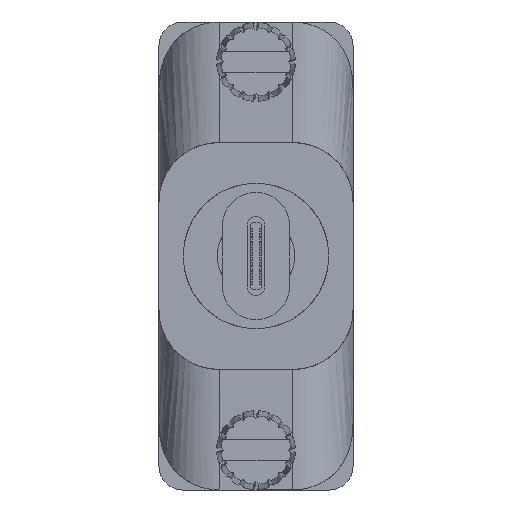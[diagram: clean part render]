
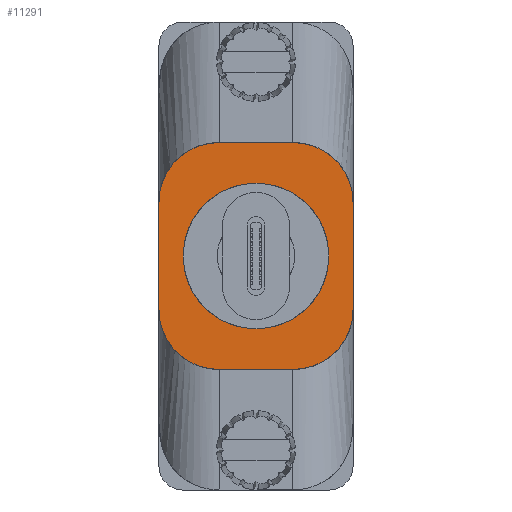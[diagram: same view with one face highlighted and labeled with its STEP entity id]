
A CAD part, left-side view. The second image highlights one B-rep face of the part: STEP entity #11291.
In plain terms, the highlighted face is planar.
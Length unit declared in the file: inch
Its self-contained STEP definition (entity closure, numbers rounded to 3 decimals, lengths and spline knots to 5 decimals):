
#625 = AXIS2_PLACEMENT_3D ( 'NONE', #19487, #19411, #24040 ) ;
#1132 = CARTESIAN_POINT ( 'NONE',  ( 0.37402, 0.12315, -1.36044 ) ) ;
#1270 = DIRECTION ( 'NONE',  ( 1., 0., 0. ) ) ;
#1783 = CARTESIAN_POINT ( 'NONE',  ( 0., 0., -1.36044 ) ) ;
#1843 = EDGE_CURVE ( 'NONE', #18686, #27016, #18895, .T. ) ;
#1927 = DIRECTION ( 'NONE',  ( -1., 0., 0. ) ) ;
#1975 = AXIS2_PLACEMENT_3D ( 'NONE', #13500, #2631, #11357 ) ;
#2064 = DIRECTION ( 'NONE',  ( 0., 0., -1. ) ) ;
#2288 = LINE ( 'NONE', #10786, #22513 ) ;
#2631 = DIRECTION ( 'NONE',  ( 0., 0., -1. ) ) ;
#2714 = DIRECTION ( 'NONE',  ( -1., 0., 0. ) ) ;
#3869 = CARTESIAN_POINT ( 'NONE',  ( -0.17717, -0.32, -1.36044 ) ) ;
#3884 = DIRECTION ( 'NONE',  ( 0., 0., -1. ) ) ;
#4541 = CARTESIAN_POINT ( 'NONE',  ( -0.24016, 0., -1.36044 ) ) ;
#4568 = ORIENTED_EDGE ( 'NONE', *, *, #1843, .T. ) ;
#4616 = ORIENTED_EDGE ( 'NONE', *, *, #22310, .T. ) ;
#5479 = AXIS2_PLACEMENT_3D ( 'NONE', #11529, #26708, #2714 ) ;
#6765 = VECTOR ( 'NONE', #13467, 39.37008 ) ;
#6848 = VERTEX_POINT ( 'NONE', #3869 ) ;
#6951 = ORIENTED_EDGE ( 'NONE', *, *, #21804, .F. ) ;
#7068 = VECTOR ( 'NONE', #7932, 39.37008 ) ;
#7255 = VERTEX_POINT ( 'NONE', #15613 ) ;
#7932 = DIRECTION ( 'NONE',  ( 0., -1., 0. ) ) ;
#8298 = CARTESIAN_POINT ( 'NONE',  ( 0.24016, 0., -1.36044 ) ) ;
#9186 = CARTESIAN_POINT ( 'NONE',  ( -0.17717, 0.32, -1.36044 ) ) ;
#9305 = EDGE_CURVE ( 'NONE', #27016, #22521, #21647, .T. ) ;
#9442 = FACE_BOUND ( 'NONE', #22137, .T. ) ;
#10569 = CARTESIAN_POINT ( 'NONE',  ( -0.17717, -0.12315, -1.36044 ) ) ;
#10613 = ORIENTED_EDGE ( 'NONE', *, *, #23104, .F. ) ;
#10655 = CARTESIAN_POINT ( 'NONE',  ( 0.17717, 0.32, -1.36044 ) ) ;
#10786 = CARTESIAN_POINT ( 'NONE',  ( -0.37402, -0.12315, -1.36044 ) ) ;
#11291 = ADVANCED_FACE ( 'NONE', ( #27758, #9442 ), #19721, .T. ) ;
#11357 = DIRECTION ( 'NONE',  ( -1., 0., 0. ) ) ;
#11529 = CARTESIAN_POINT ( 'NONE',  ( 0.17717, -0.12315, -1.36044 ) ) ;
#12424 = VECTOR ( 'NONE', #1270, 39.37008 ) ;
#12790 = DIRECTION ( 'NONE',  ( -1., 0., 0. ) ) ;
#12886 = DIRECTION ( 'NONE',  ( 0., 0., -1. ) ) ;
#13210 = CIRCLE ( 'NONE', #625, 0.19685 ) ;
#13467 = DIRECTION ( 'NONE',  ( -1., 0., 0. ) ) ;
#13500 = CARTESIAN_POINT ( 'NONE',  ( 0., 0., -1.36044 ) ) ;
#14755 = EDGE_CURVE ( 'NONE', #22521, #25325, #19344, .T. ) ;
#14888 = AXIS2_PLACEMENT_3D ( 'NONE', #1783, #2064, #28335 ) ;
#15014 = DIRECTION ( 'NONE',  ( 0., 1., 0. ) ) ;
#15515 = VERTEX_POINT ( 'NONE', #8298 ) ;
#15613 = CARTESIAN_POINT ( 'NONE',  ( -0.37402, 0.12315, -1.36044 ) ) ;
#15883 = CIRCLE ( 'NONE', #14888, 0.24016 ) ;
#17119 = ORIENTED_EDGE ( 'NONE', *, *, #9305, .T. ) ;
#18413 = ORIENTED_EDGE ( 'NONE', *, *, #25832, .T. ) ;
#18670 = VERTEX_POINT ( 'NONE', #4541 ) ;
#18686 = VERTEX_POINT ( 'NONE', #9186 ) ;
#18732 = CIRCLE ( 'NONE', #25803, 0.19685 ) ;
#18862 = EDGE_LOOP ( 'NONE', ( #25136, #4616, #25861, #22491, #18413, #4568, #17119, #27304 ) ) ;
#18895 = LINE ( 'NONE', #20845, #12424 ) ;
#18947 = AXIS2_PLACEMENT_3D ( 'NONE', #19442, #12886, #12790 ) ;
#19344 = LINE ( 'NONE', #27526, #7068 ) ;
#19411 = DIRECTION ( 'NONE',  ( 0., 0., -1. ) ) ;
#19442 = CARTESIAN_POINT ( 'NONE',  ( 0.17717, 0.12315, -1.36044 ) ) ;
#19487 = CARTESIAN_POINT ( 'NONE',  ( -0.17717, 0.12315, -1.36044 ) ) ;
#19642 = EDGE_CURVE ( 'NONE', #25325, #23756, #24713, .T. ) ;
#19652 = VERTEX_POINT ( 'NONE', #21946 ) ;
#19721 = PLANE ( 'NONE',  #23010 ) ;
#19924 = DIRECTION ( 'NONE',  ( -1., 0., 0. ) ) ;
#20845 = CARTESIAN_POINT ( 'NONE',  ( -0.17717, 0.32, -1.36044 ) ) ;
#21647 = CIRCLE ( 'NONE', #18947, 0.19685 ) ;
#21804 = EDGE_CURVE ( 'NONE', #18670, #15515, #25551, .T. ) ;
#21805 = CARTESIAN_POINT ( 'NONE',  ( 0.17717, -0.12315, -1.36044 ) ) ;
#21907 = DIRECTION ( 'NONE',  ( 0., 0., -1. ) ) ;
#21946 = CARTESIAN_POINT ( 'NONE',  ( -0.37402, -0.12315, -1.36044 ) ) ;
#22129 = EDGE_CURVE ( 'NONE', #6848, #19652, #18732, .T. ) ;
#22137 = EDGE_LOOP ( 'NONE', ( #10613, #6951 ) ) ;
#22310 = EDGE_CURVE ( 'NONE', #23756, #6848, #27865, .T. ) ;
#22491 = ORIENTED_EDGE ( 'NONE', *, *, #24301, .T. ) ;
#22513 = VECTOR ( 'NONE', #15014, 39.37008 ) ;
#22521 = VERTEX_POINT ( 'NONE', #1132 ) ;
#23010 = AXIS2_PLACEMENT_3D ( 'NONE', #21805, #21907, #19924 ) ;
#23104 = EDGE_CURVE ( 'NONE', #15515, #18670, #15883, .T. ) ;
#23524 = CARTESIAN_POINT ( 'NONE',  ( 0.17717, -0.32, -1.36044 ) ) ;
#23756 = VERTEX_POINT ( 'NONE', #23524 ) ;
#23892 = CARTESIAN_POINT ( 'NONE',  ( 0.37402, -0.12315, -1.36044 ) ) ;
#23928 = CARTESIAN_POINT ( 'NONE',  ( -0.17717, -0.32, -1.36044 ) ) ;
#24040 = DIRECTION ( 'NONE',  ( -1., 0., 0. ) ) ;
#24301 = EDGE_CURVE ( 'NONE', #19652, #7255, #2288, .T. ) ;
#24713 = CIRCLE ( 'NONE', #5479, 0.19685 ) ;
#25136 = ORIENTED_EDGE ( 'NONE', *, *, #19642, .T. ) ;
#25325 = VERTEX_POINT ( 'NONE', #23892 ) ;
#25551 = CIRCLE ( 'NONE', #1975, 0.24016 ) ;
#25803 = AXIS2_PLACEMENT_3D ( 'NONE', #10569, #3884, #1927 ) ;
#25832 = EDGE_CURVE ( 'NONE', #7255, #18686, #13210, .T. ) ;
#25861 = ORIENTED_EDGE ( 'NONE', *, *, #22129, .T. ) ;
#26708 = DIRECTION ( 'NONE',  ( 0., 0., -1. ) ) ;
#27016 = VERTEX_POINT ( 'NONE', #10655 ) ;
#27304 = ORIENTED_EDGE ( 'NONE', *, *, #14755, .T. ) ;
#27526 = CARTESIAN_POINT ( 'NONE',  ( 0.37402, -0.12315, -1.36044 ) ) ;
#27758 = FACE_OUTER_BOUND ( 'NONE', #18862, .T. ) ;
#27865 = LINE ( 'NONE', #23928, #6765 ) ;
#28335 = DIRECTION ( 'NONE',  ( -1., 0., 0. ) ) ;
